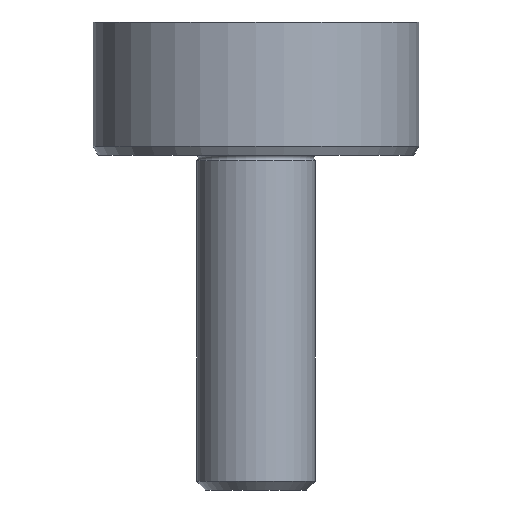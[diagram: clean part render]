
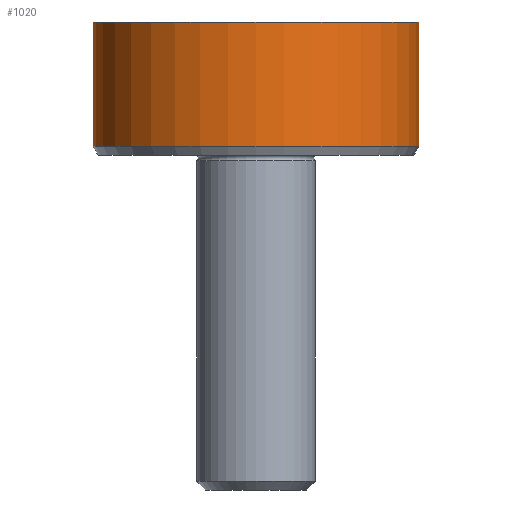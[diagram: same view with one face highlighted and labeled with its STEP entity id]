
A CAD part, front view. The second image highlights one B-rep face of the part: STEP entity #1020.
In plain terms, the highlighted cylindrical face has radius 5.5 mm (diameter 11 mm), a full revolution.
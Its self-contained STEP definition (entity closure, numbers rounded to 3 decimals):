
#17=CYLINDRICAL_SURFACE('',#1094,5.5);
#25=CIRCLE('',#1056,5.5);
#43=CIRCLE('',#1093,5.5);
#126=FACE_OUTER_BOUND('',#188,.T.);
#188=EDGE_LOOP('',(#932,#933,#934,#935));
#268=LINE('',#1922,#347);
#347=VECTOR('',#1276,5.5);
#464=VERTEX_POINT('',#1822);
#495=VERTEX_POINT('',#1918);
#595=EDGE_CURVE('',#464,#464,#25,.T.);
#642=EDGE_CURVE('',#495,#495,#43,.T.);
#643=EDGE_CURVE('',#464,#495,#268,.T.);
#932=ORIENTED_EDGE('',*,*,#595,.T.);
#933=ORIENTED_EDGE('',*,*,#643,.T.);
#934=ORIENTED_EDGE('',*,*,#642,.F.);
#935=ORIENTED_EDGE('',*,*,#643,.F.);
#1020=ADVANCED_FACE('',(#126),#17,.T.);
#1056=AXIS2_PLACEMENT_3D('',#1823,#1169,#1170);
#1093=AXIS2_PLACEMENT_3D('',#1920,#1272,#1273);
#1094=AXIS2_PLACEMENT_3D('',#1921,#1274,#1275);
#1169=DIRECTION('center_axis',(0.,0.,-1.));
#1170=DIRECTION('ref_axis',(-1.,0.,0.));
#1272=DIRECTION('center_axis',(0.,0.,-1.));
#1273=DIRECTION('ref_axis',(-1.,0.,0.));
#1274=DIRECTION('center_axis',(0.,0.,1.));
#1275=DIRECTION('ref_axis',(-1.,0.,0.));
#1276=DIRECTION('',(0.,0.,-1.));
#1822=CARTESIAN_POINT('',(5.5,0.,4.5));
#1823=CARTESIAN_POINT('Origin',(0.,0.,4.5));
#1918=CARTESIAN_POINT('',(5.5,0.,0.3));
#1920=CARTESIAN_POINT('Origin',(0.,0.,0.3));
#1921=CARTESIAN_POINT('Origin',(0.,0.,0.));
#1922=CARTESIAN_POINT('',(5.5,0.,0.));
